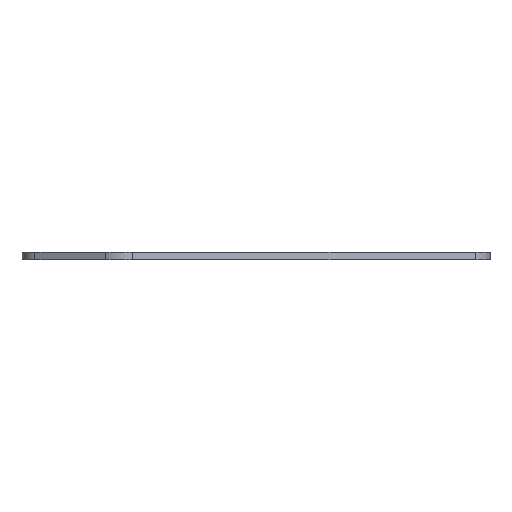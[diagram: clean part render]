
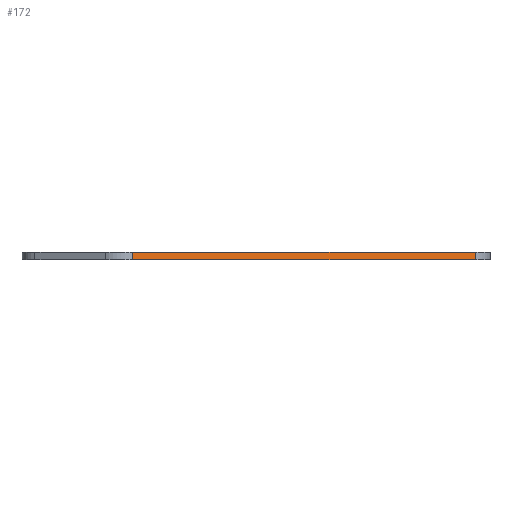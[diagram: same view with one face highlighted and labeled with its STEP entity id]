
A CAD part, left-side view. The second image highlights one B-rep face of the part: STEP entity #172.
In plain terms, the highlighted cylindrical face has radius 1200 mm (diameter 2400 mm), a partial arc.
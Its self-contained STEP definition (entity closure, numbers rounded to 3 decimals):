
#97=CYLINDRICAL_SURFACE('',#1384,1200.);
#151=FACE_OUTER_BOUND('',#525,.T.);
#172=ADVANCED_FACE('',(#151),#97,.F.);
#250=LINE('',#2004,#284);
#251=LINE('',#2005,#285);
#284=VECTOR('',#1620,1.);
#285=VECTOR('',#1621,1.);
#525=EDGE_LOOP('',(#732,#733,#734,#735));
#732=ORIENTED_EDGE('',*,*,#1138,.T.);
#733=ORIENTED_EDGE('',*,*,#1139,.T.);
#734=ORIENTED_EDGE('',*,*,#1100,.F.);
#735=ORIENTED_EDGE('',*,*,#1140,.T.);
#978=VERTEX_POINT('',#1925);
#979=VERTEX_POINT('',#1926);
#1016=VERTEX_POINT('',#2002);
#1017=VERTEX_POINT('',#2003);
#1100=EDGE_CURVE('',#978,#979,#1242,.T.);
#1138=EDGE_CURVE('',#1016,#1017,#1273,.T.);
#1139=EDGE_CURVE('',#1017,#979,#250,.T.);
#1140=EDGE_CURVE('',#978,#1016,#251,.T.);
#1242=CIRCLE('',#1351,1200.);
#1273=CIRCLE('',#1383,1200.);
#1351=AXIS2_PLACEMENT_3D('',#1924,#1547,#1548);
#1383=AXIS2_PLACEMENT_3D('',#2001,#1618,#1619);
#1384=AXIS2_PLACEMENT_3D('',#2006,#1622,#1623);
#1547=DIRECTION('',(0.,0.,-1.));
#1548=DIRECTION('',(1.,0.,0.));
#1618=DIRECTION('',(0.,0.,-1.));
#1619=DIRECTION('',(1.,0.,0.));
#1620=DIRECTION('',(0.,0.,1.));
#1621=DIRECTION('',(0.,0.,-1.));
#1622=DIRECTION('',(0.,0.,1.));
#1623=DIRECTION('',(1.,0.,0.));
#1924=CARTESIAN_POINT('',(-1088.034,-628.177,0.));
#1925=CARTESIAN_POINT('',(-80.564,23.746,0.));
#1926=CARTESIAN_POINT('',(-19.718,-81.644,0.));
#2001=CARTESIAN_POINT('',(-1088.034,-628.177,-2.388));
#2002=CARTESIAN_POINT('',(-80.564,23.746,-2.388));
#2003=CARTESIAN_POINT('',(-19.718,-81.644,-2.388));
#2004=CARTESIAN_POINT('',(-19.718,-81.644,-2.388));
#2005=CARTESIAN_POINT('',(-80.564,23.746,-2.388));
#2006=CARTESIAN_POINT('',(-1088.034,-628.177,-2.388));
